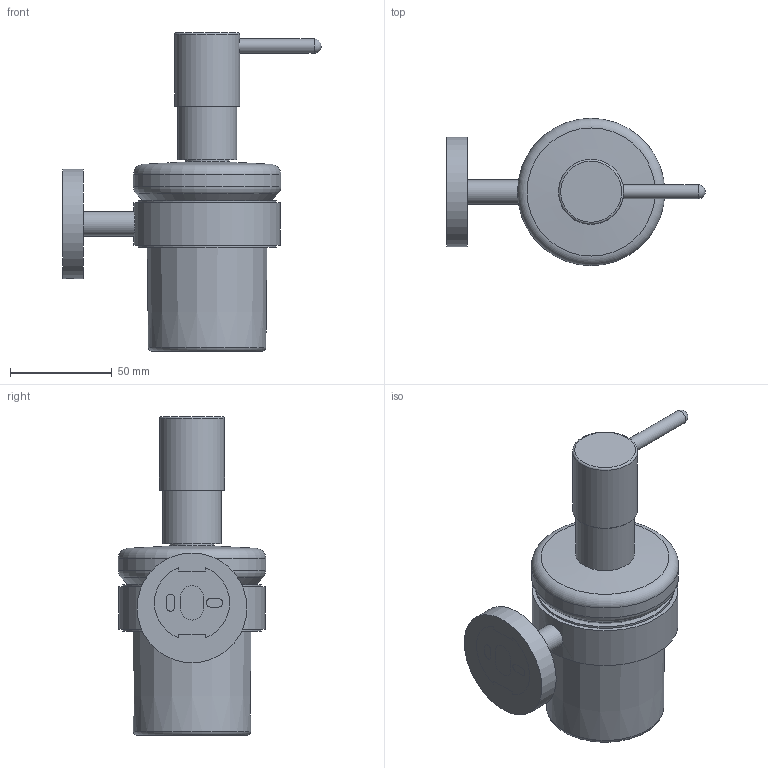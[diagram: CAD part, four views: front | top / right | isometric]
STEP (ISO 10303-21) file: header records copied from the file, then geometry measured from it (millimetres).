
FILE_DESCRIPTION(/* description */ ('Unknown'),/* implementation_level */ '2;1');
FILE_NAME(/* name */ '40448001',/* time_stamp */ '2022-09-08T10:03:32+02:00',/* author */ ('Unknown'),/* organization */ ('GROHE AG'),/* preprocessor_version */ 'ST-DEVELOPER v16.7',/* originating_system */ 'DEX',/* authorisation */ $);
FILE_SCHEMA (('AUTOMOTIVE_DESIGN {1 0 10303 214 3 1 1}'));
Length unit declared in the file: millimetre
Products named in the file (12): 40448001; G55-06; G55-04; G55-03; G55-02; G55-01; 5600-02; SCREW; 5600-01; 5658-01; 5658-02; 5658-03
Assembly tree (11 placements, depth 2):
  40448001
    G55-06
    G55-04
    G55-03
    G55-02
    G55-01
    5600-02
    SCREW
    5600-01
    5658-01
    5658-02
    5658-03
Bounding box: 127.12 x 72.5 x 156.6 mm (x, y, z)
Volume: 144894.8 mm3; surface area: 98061.4 mm2
Topology: 11 solids, 11 shells, 148 faces, 374 edges, 256 vertices
Faces by surface type: plane 57, cylinder 45, torus 19, cone 14, bspline 11, sphere 2
Full cylindrical faces by diameter (mm): 2 x1, 4 x2, 4.2 x1, 6 x1, 7 x3, 9 x1, 12 x1, 12.2 x1, 15 x1, 21 x1, 21.3 x3, 23.5 x1, 24.5 x1, 25 x1, 26 x1, 26.9 x1, 29 x1, 30 x1, 30.4 x1, 31 x1, 32 x1, 37 x1, 54 x1, 56 x1, 62 x2, 63.9 x1, 64 x1, 66.5 x1, 68 x2, 72 x1
Entity records: 7023 total; most frequent: CARTESIAN_POINT 3679, DIRECTION 588, ORIENTED_EDGE 540, EDGE_CURVE 270, AXIS2_PLACEMENT_3D 259, FACE_BOUND 255, EDGE_LOOP 252, VERTEX_POINT 233
